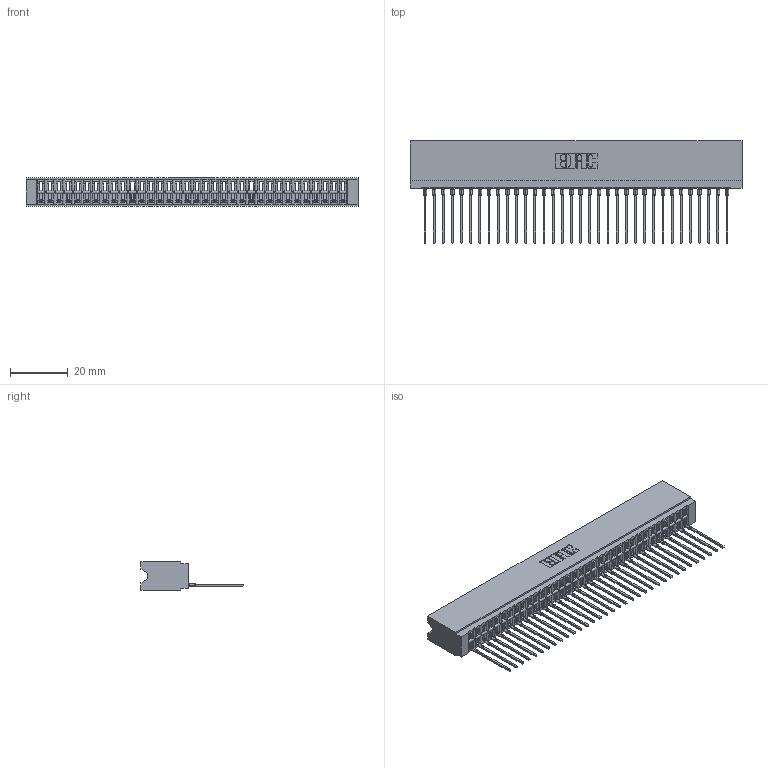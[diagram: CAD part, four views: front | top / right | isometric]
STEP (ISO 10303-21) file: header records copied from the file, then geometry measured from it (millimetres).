
FILE_DESCRIPTION (( 'STEP AP203' ), '1' );
FILE_NAME ('746-034-541-506.STEP', '2026-03-04T14:03:38', ( '' ), ( '' ), 'SwSTEP 2.0', 'SolidWorks 2023', '' );
FILE_SCHEMA (( 'CONFIG_CONTROL_DESIGN' ));
Length unit declared in the file: millimetre
Products named in the file (3): 746 Part_.340 Slot Depth - 06; 746-034-541-506; 746-292-001_541
Assembly tree (35 placements, depth 2):
  746-034-541-506
    746 Part_.340 Slot Depth - 06
    746-292-001_541  x34
Bounding box: 115.19 x 35.42 x 9.91 mm (x, y, z)
Volume: 13119.6 mm3; surface area: 18418.1 mm2
Topology: 35 solids, 35 shells, 3770 faces, 10703 edges, 6873 vertices
Faces by surface type: plane 2198, cylinder 688, bspline 680, torus 204
Entity records: 52525 total; most frequent: CARTESIAN_POINT 10694, ORIENTED_EDGE 9196, DIRECTION 7624, EDGE_CURVE 4598, VECTOR 4074, LINE 4074, VERTEX_POINT 3045, AXIS2_PLACEMENT_3D 1775
